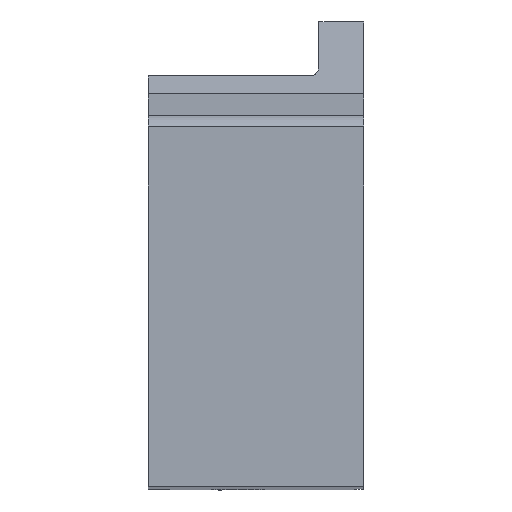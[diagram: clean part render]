
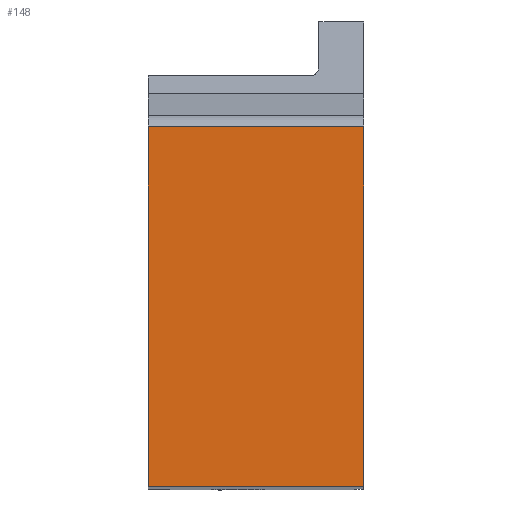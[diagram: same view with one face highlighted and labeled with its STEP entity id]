
A CAD part, top view. The second image highlights one B-rep face of the part: STEP entity #148.
In plain terms, the highlighted planar face has unit normal (0, 0, 1).
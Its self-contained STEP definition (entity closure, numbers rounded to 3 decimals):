
#148=ADVANCED_FACE('',(#272),#238,.T.);
#238=PLANE('',#1826);
#272=FACE_OUTER_BOUND('',#359,.T.);
#359=EDGE_LOOP('',(#547,#548,#549,#550));
#547=ORIENTED_EDGE('',*,*,#1242,.F.);
#548=ORIENTED_EDGE('',*,*,#1243,.F.);
#549=ORIENTED_EDGE('',*,*,#1241,.F.);
#550=ORIENTED_EDGE('',*,*,#1244,.T.);
#1059=VERTEX_POINT('',#2542);
#1066=VERTEX_POINT('',#2555);
#1067=VERTEX_POINT('',#2559);
#1068=VERTEX_POINT('',#2560);
#1241=EDGE_CURVE('',#1066,#1059,#1500,.T.);
#1242=EDGE_CURVE('',#1067,#1068,#1501,.T.);
#1243=EDGE_CURVE('',#1059,#1067,#1502,.T.);
#1244=EDGE_CURVE('',#1066,#1068,#1503,.T.);
#1500=LINE('',#2556,#1629);
#1501=LINE('',#2558,#1630);
#1502=LINE('',#2561,#1631);
#1503=LINE('',#2562,#1632);
#1629=VECTOR('',#2038,1.);
#1630=VECTOR('',#2041,1.);
#1631=VECTOR('',#2042,1.);
#1632=VECTOR('',#2043,1.);
#1826=AXIS2_PLACEMENT_3D('',#2563,#2044,#2045);
#2038=DIRECTION('',(0.,1.,0.));
#2041=DIRECTION('',(0.,-1.,0.));
#2042=DIRECTION('',(1.,0.,0.));
#2043=DIRECTION('',(1.,0.,0.));
#2044=DIRECTION('',(0.,0.,1.));
#2045=DIRECTION('',(-1.,0.,0.));
#2542=CARTESIAN_POINT('',(0.,20.,0.));
#2555=CARTESIAN_POINT('',(0.,0.,0.));
#2556=CARTESIAN_POINT('',(0.,0.,0.));
#2558=CARTESIAN_POINT('',(12.,20.,0.));
#2559=CARTESIAN_POINT('',(12.,20.,0.));
#2560=CARTESIAN_POINT('',(12.,0.,0.));
#2561=CARTESIAN_POINT('',(0.,20.,0.));
#2562=CARTESIAN_POINT('',(0.,0.,0.));
#2563=CARTESIAN_POINT('',(6.,10.,0.));
